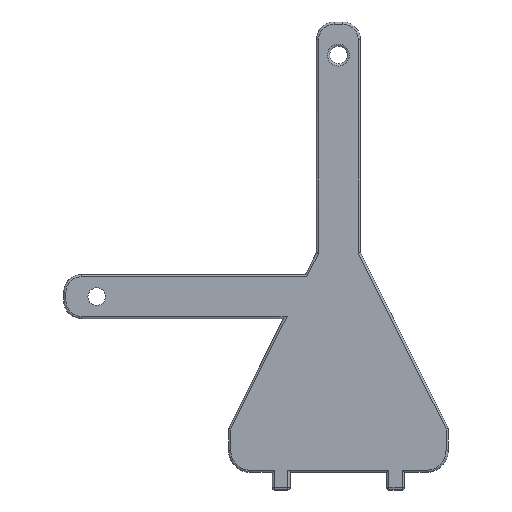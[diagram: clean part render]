
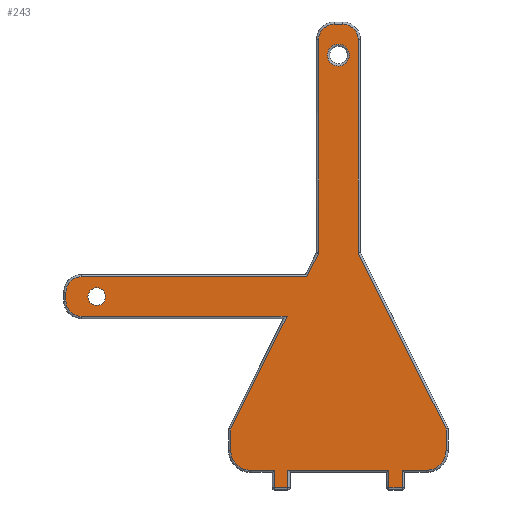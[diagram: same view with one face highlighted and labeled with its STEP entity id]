
A CAD part, front view. The second image highlights one B-rep face of the part: STEP entity #243.
In plain terms, the highlighted planar face has unit normal (0, -1, 0).
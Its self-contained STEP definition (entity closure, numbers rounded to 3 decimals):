
#135=FACE_BOUND('',#455,.T.);
#136=FACE_BOUND('',#456,.T.);
#137=FACE_BOUND('',#457,.T.);
#143=CIRCLE('',#1515,2.);
#153=CIRCLE('',#1529,4.5);
#154=CIRCLE('',#1530,3.5);
#155=CIRCLE('',#1531,3.5);
#156=CIRCLE('',#1532,3.5);
#157=CIRCLE('',#1533,3.5);
#158=CIRCLE('',#1534,4.5);
#159=CIRCLE('',#1535,2.5);
#243=ADVANCED_FACE('',(#135,#136,#137),#337,.T.);
#337=PLANE('',#1536);
#455=EDGE_LOOP('',(#644,#645,#646,#647,#648,#649,#650,#651,#652,#653,#654,
#655,#656,#657,#658,#659,#660,#661,#662,#663,#664,#665,#666,#667,#668,#669));
#456=EDGE_LOOP('',(#670));
#457=EDGE_LOOP('',(#671));
#644=ORIENTED_EDGE('',*,*,#1167,.T.);
#645=ORIENTED_EDGE('',*,*,#1168,.T.);
#646=ORIENTED_EDGE('',*,*,#1169,.T.);
#647=ORIENTED_EDGE('',*,*,#1170,.T.);
#648=ORIENTED_EDGE('',*,*,#1171,.T.);
#649=ORIENTED_EDGE('',*,*,#1172,.T.);
#650=ORIENTED_EDGE('',*,*,#1173,.T.);
#651=ORIENTED_EDGE('',*,*,#1174,.T.);
#652=ORIENTED_EDGE('',*,*,#1175,.T.);
#653=ORIENTED_EDGE('',*,*,#1176,.T.);
#654=ORIENTED_EDGE('',*,*,#1177,.T.);
#655=ORIENTED_EDGE('',*,*,#1178,.T.);
#656=ORIENTED_EDGE('',*,*,#1179,.T.);
#657=ORIENTED_EDGE('',*,*,#1180,.T.);
#658=ORIENTED_EDGE('',*,*,#1181,.T.);
#659=ORIENTED_EDGE('',*,*,#1182,.T.);
#660=ORIENTED_EDGE('',*,*,#1183,.T.);
#661=ORIENTED_EDGE('',*,*,#1184,.T.);
#662=ORIENTED_EDGE('',*,*,#1185,.T.);
#663=ORIENTED_EDGE('',*,*,#1186,.T.);
#664=ORIENTED_EDGE('',*,*,#1187,.T.);
#665=ORIENTED_EDGE('',*,*,#1188,.T.);
#666=ORIENTED_EDGE('',*,*,#1189,.T.);
#667=ORIENTED_EDGE('',*,*,#1190,.T.);
#668=ORIENTED_EDGE('',*,*,#1191,.T.);
#669=ORIENTED_EDGE('',*,*,#1192,.T.);
#670=ORIENTED_EDGE('',*,*,#1193,.T.);
#671=ORIENTED_EDGE('',*,*,#1135,.F.);
#1009=VERTEX_POINT('',#2340);
#1039=VERTEX_POINT('',#2406);
#1040=VERTEX_POINT('',#2407);
#1041=VERTEX_POINT('',#2409);
#1042=VERTEX_POINT('',#2411);
#1043=VERTEX_POINT('',#2413);
#1044=VERTEX_POINT('',#2415);
#1045=VERTEX_POINT('',#2417);
#1046=VERTEX_POINT('',#2419);
#1047=VERTEX_POINT('',#2421);
#1048=VERTEX_POINT('',#2423);
#1049=VERTEX_POINT('',#2425);
#1050=VERTEX_POINT('',#2427);
#1051=VERTEX_POINT('',#2429);
#1052=VERTEX_POINT('',#2431);
#1053=VERTEX_POINT('',#2433);
#1054=VERTEX_POINT('',#2435);
#1055=VERTEX_POINT('',#2437);
#1056=VERTEX_POINT('',#2439);
#1057=VERTEX_POINT('',#2441);
#1058=VERTEX_POINT('',#2443);
#1059=VERTEX_POINT('',#2445);
#1060=VERTEX_POINT('',#2447);
#1061=VERTEX_POINT('',#2449);
#1062=VERTEX_POINT('',#2451);
#1063=VERTEX_POINT('',#2453);
#1064=VERTEX_POINT('',#2455);
#1065=VERTEX_POINT('',#2458);
#1135=EDGE_CURVE('',#1009,#1009,#143,.T.);
#1167=EDGE_CURVE('',#1039,#1040,#1364,.T.);
#1168=EDGE_CURVE('',#1040,#1041,#1365,.T.);
#1169=EDGE_CURVE('',#1041,#1042,#1366,.T.);
#1170=EDGE_CURVE('',#1042,#1043,#1367,.T.);
#1171=EDGE_CURVE('',#1043,#1044,#1368,.T.);
#1172=EDGE_CURVE('',#1044,#1045,#1369,.T.);
#1173=EDGE_CURVE('',#1045,#1046,#1370,.T.);
#1174=EDGE_CURVE('',#1046,#1047,#1371,.T.);
#1175=EDGE_CURVE('',#1047,#1048,#153,.T.);
#1176=EDGE_CURVE('',#1048,#1049,#1372,.T.);
#1177=EDGE_CURVE('',#1049,#1050,#1373,.T.);
#1178=EDGE_CURVE('',#1050,#1051,#1374,.T.);
#1179=EDGE_CURVE('',#1051,#1052,#154,.T.);
#1180=EDGE_CURVE('',#1052,#1053,#1375,.T.);
#1181=EDGE_CURVE('',#1053,#1054,#155,.T.);
#1182=EDGE_CURVE('',#1054,#1055,#1376,.T.);
#1183=EDGE_CURVE('',#1055,#1056,#1377,.T.);
#1184=EDGE_CURVE('',#1056,#1057,#1378,.T.);
#1185=EDGE_CURVE('',#1057,#1058,#156,.T.);
#1186=EDGE_CURVE('',#1058,#1059,#1379,.T.);
#1187=EDGE_CURVE('',#1059,#1060,#157,.T.);
#1188=EDGE_CURVE('',#1060,#1061,#1380,.T.);
#1189=EDGE_CURVE('',#1061,#1062,#1381,.T.);
#1190=EDGE_CURVE('',#1062,#1063,#1382,.T.);
#1191=EDGE_CURVE('',#1063,#1064,#158,.T.);
#1192=EDGE_CURVE('',#1064,#1039,#1383,.T.);
#1193=EDGE_CURVE('',#1065,#1065,#159,.T.);
#1364=LINE('',#2405,#1474);
#1365=LINE('',#2408,#1475);
#1366=LINE('',#2410,#1476);
#1367=LINE('',#2412,#1477);
#1368=LINE('',#2414,#1478);
#1369=LINE('',#2416,#1479);
#1370=LINE('',#2418,#1480);
#1371=LINE('',#2420,#1481);
#1372=LINE('',#2424,#1482);
#1373=LINE('',#2426,#1483);
#1374=LINE('',#2428,#1484);
#1375=LINE('',#2432,#1485);
#1376=LINE('',#2436,#1486);
#1377=LINE('',#2438,#1487);
#1378=LINE('',#2440,#1488);
#1379=LINE('',#2444,#1489);
#1380=LINE('',#2448,#1490);
#1381=LINE('',#2450,#1491);
#1382=LINE('',#2452,#1492);
#1383=LINE('',#2456,#1493);
#1474=VECTOR('',#1849,1.);
#1475=VECTOR('',#1850,1.);
#1476=VECTOR('',#1851,1.);
#1477=VECTOR('',#1852,1.);
#1478=VECTOR('',#1853,1.);
#1479=VECTOR('',#1854,1.);
#1480=VECTOR('',#1855,1.);
#1481=VECTOR('',#1856,1.);
#1482=VECTOR('',#1859,1.);
#1483=VECTOR('',#1860,1.);
#1484=VECTOR('',#1861,1.);
#1485=VECTOR('',#1864,1.);
#1486=VECTOR('',#1867,1.);
#1487=VECTOR('',#1868,1.);
#1488=VECTOR('',#1869,1.);
#1489=VECTOR('',#1872,1.);
#1490=VECTOR('',#1875,1.);
#1491=VECTOR('',#1876,1.);
#1492=VECTOR('',#1877,1.);
#1493=VECTOR('',#1880,1.);
#1515=AXIS2_PLACEMENT_3D('',#2339,#1799,#1800);
#1529=AXIS2_PLACEMENT_3D('',#2422,#1857,#1858);
#1530=AXIS2_PLACEMENT_3D('',#2430,#1862,#1863);
#1531=AXIS2_PLACEMENT_3D('',#2434,#1865,#1866);
#1532=AXIS2_PLACEMENT_3D('',#2442,#1870,#1871);
#1533=AXIS2_PLACEMENT_3D('',#2446,#1873,#1874);
#1534=AXIS2_PLACEMENT_3D('',#2454,#1878,#1879);
#1535=AXIS2_PLACEMENT_3D('',#2457,#1881,#1882);
#1536=AXIS2_PLACEMENT_3D('',#2459,#1883,#1884);
#1799=DIRECTION('',(0.,-1.,0.));
#1800=DIRECTION('',(1.,0.,0.));
#1849=DIRECTION('',(0.,0.,-1.));
#1850=DIRECTION('',(1.,0.,0.));
#1851=DIRECTION('',(0.,0.,1.));
#1852=DIRECTION('',(1.,0.,0.));
#1853=DIRECTION('',(0.,0.,-1.));
#1854=DIRECTION('',(1.,0.,0.));
#1855=DIRECTION('',(0.,0.,1.));
#1856=DIRECTION('',(1.,0.,0.));
#1857=DIRECTION('',(0.,-1.,0.));
#1858=DIRECTION('',(0.,0.,-1.));
#1859=DIRECTION('',(0.,0.,1.));
#1860=DIRECTION('',(-0.447,0.,0.894));
#1861=DIRECTION('',(0.,0.,1.));
#1862=DIRECTION('',(0.,-1.,0.));
#1863=DIRECTION('',(0.,0.,-1.));
#1864=DIRECTION('',(-1.,0.,0.));
#1865=DIRECTION('',(0.,-1.,0.));
#1866=DIRECTION('',(0.,0.,-1.));
#1867=DIRECTION('',(0.,0.,-1.));
#1868=DIRECTION('',(-0.447,0.,-0.894));
#1869=DIRECTION('',(-1.,0.,0.));
#1870=DIRECTION('',(0.,-1.,0.));
#1871=DIRECTION('',(0.,0.,-1.));
#1872=DIRECTION('',(0.,0.,-1.));
#1873=DIRECTION('',(0.,-1.,0.));
#1874=DIRECTION('',(0.,0.,-1.));
#1875=DIRECTION('',(1.,0.,0.));
#1876=DIRECTION('',(-0.447,0.,-0.894));
#1877=DIRECTION('',(0.,0.,-1.));
#1878=DIRECTION('',(0.,-1.,0.));
#1879=DIRECTION('',(0.,0.,-1.));
#1880=DIRECTION('',(1.,0.,0.));
#1881=DIRECTION('',(0.,1.,0.));
#1882=DIRECTION('',(0.,0.,-1.));
#1883=DIRECTION('',(0.,-1.,0.));
#1884=DIRECTION('',(0.,0.,-1.));
#2339=CARTESIAN_POINT('',(-30.005,0.,30.));
#2340=CARTESIAN_POINT('',(-28.005,0.,30.));
#2405=CARTESIAN_POINT('',(10.5,0.,30.));
#2406=CARTESIAN_POINT('',(10.5,0.,-9.5));
#2407=CARTESIAN_POINT('',(10.5,0.,-13.5));
#2408=CARTESIAN_POINT('',(-30.005,0.,-13.5));
#2409=CARTESIAN_POINT('',(13.5,0.,-13.5));
#2410=CARTESIAN_POINT('',(13.5,0.,30.));
#2411=CARTESIAN_POINT('',(13.5,0.,-9.5));
#2412=CARTESIAN_POINT('',(-30.005,0.,-9.5));
#2413=CARTESIAN_POINT('',(36.5,0.,-9.5));
#2414=CARTESIAN_POINT('',(36.5,0.,30.));
#2415=CARTESIAN_POINT('',(36.5,0.,-13.5));
#2416=CARTESIAN_POINT('',(-30.005,0.,-13.5));
#2417=CARTESIAN_POINT('',(39.5,0.,-13.5));
#2418=CARTESIAN_POINT('',(39.5,0.,30.));
#2419=CARTESIAN_POINT('',(39.5,0.,-9.5));
#2420=CARTESIAN_POINT('',(-30.005,0.,-9.5));
#2421=CARTESIAN_POINT('',(45.,0.,-9.5));
#2422=CARTESIAN_POINT('',(45.,0.,-5.));
#2423=CARTESIAN_POINT('',(49.5,0.,-5.));
#2424=CARTESIAN_POINT('',(49.5,0.,30.));
#2425=CARTESIAN_POINT('',(49.5,0.,-0.118));
#2426=CARTESIAN_POINT('',(21.552,0.,55.778));
#2427=CARTESIAN_POINT('',(29.5,0.,39.882));
#2428=CARTESIAN_POINT('',(29.5,0.,30.));
#2429=CARTESIAN_POINT('',(29.5,0.,88.5));
#2430=CARTESIAN_POINT('',(26.,0.,88.5));
#2431=CARTESIAN_POINT('',(26.,0.,92.));
#2432=CARTESIAN_POINT('',(-30.005,0.,92.));
#2433=CARTESIAN_POINT('',(24.,0.,92.));
#2434=CARTESIAN_POINT('',(24.,0.,88.5));
#2435=CARTESIAN_POINT('',(20.5,0.,88.5));
#2436=CARTESIAN_POINT('',(20.5,0.,30.));
#2437=CARTESIAN_POINT('',(20.5,0.,39.882));
#2438=CARTESIAN_POINT('',(6.446,0.,11.774));
#2439=CARTESIAN_POINT('',(17.809,0.,34.5));
#2440=CARTESIAN_POINT('',(-30.005,0.,34.5));
#2441=CARTESIAN_POINT('',(-33.5,0.,34.5));
#2442=CARTESIAN_POINT('',(-33.5,0.,31.));
#2443=CARTESIAN_POINT('',(-37.,0.,31.));
#2444=CARTESIAN_POINT('',(-37.,0.,30.));
#2445=CARTESIAN_POINT('',(-37.,0.,29.));
#2446=CARTESIAN_POINT('',(-33.5,0.,29.));
#2447=CARTESIAN_POINT('',(-33.5,0.,25.5));
#2448=CARTESIAN_POINT('',(-30.005,0.,25.5));
#2449=CARTESIAN_POINT('',(13.309,0.,25.5));
#2450=CARTESIAN_POINT('',(6.446,0.,11.774));
#2451=CARTESIAN_POINT('',(0.5,0.,-0.118));
#2452=CARTESIAN_POINT('',(0.5,0.,30.));
#2453=CARTESIAN_POINT('',(0.5,0.,-5.));
#2454=CARTESIAN_POINT('',(5.,0.,-5.));
#2455=CARTESIAN_POINT('',(5.,0.,-9.5));
#2456=CARTESIAN_POINT('',(-30.005,0.,-9.5));
#2457=CARTESIAN_POINT('',(25.,0.,84.966));
#2458=CARTESIAN_POINT('',(25.,0.,82.466));
#2459=CARTESIAN_POINT('',(-30.005,0.,30.));
